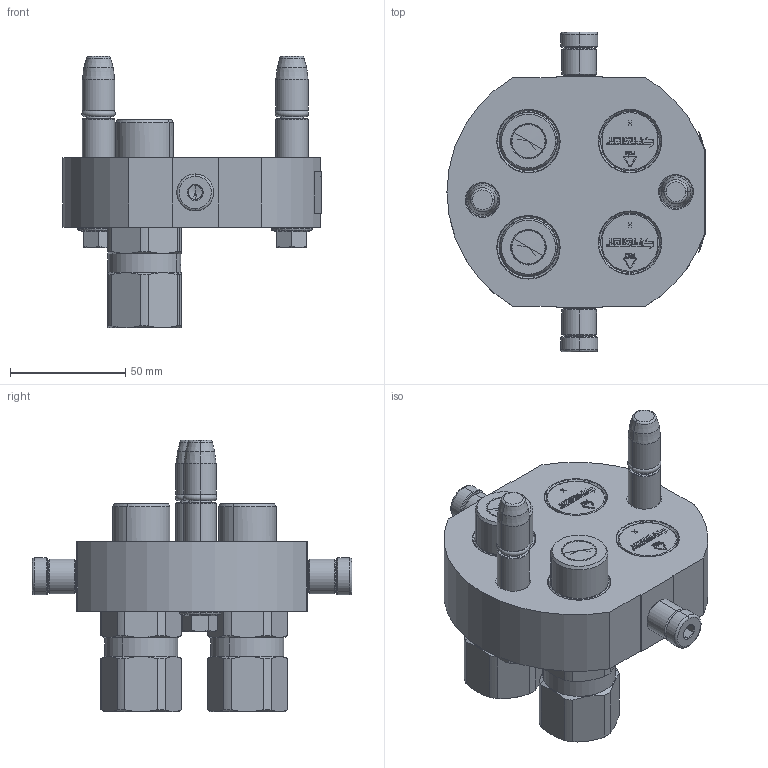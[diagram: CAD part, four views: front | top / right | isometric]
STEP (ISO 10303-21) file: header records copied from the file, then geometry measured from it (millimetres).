
FILE_DESCRIPTION (( 'STEP AP214' ), '1' );
FILE_NAME ('FASTER.step', '2024-01-17T06:32:21', ( '' ), ( '' ), 'SwSTEP 2.0', 'SolidWorks 2017', '' );
FILE_SCHEMA (( 'AUTOMOTIVE_DESIGN' ));
Length unit declared in the file: millimetre
Products named in the file (11): 2ffnp12gas_m2v; 1540_080_0008_000; 4830_010_0000_022; 4830_028_1000_011; or2_62x9_19_m; 4830_021_0000_000; et002_piegata; FASTER; 4830_013_3000_030; P508_M_BASE; TAPPO_12
Assembly tree (17 placements, depth 3):
  FASTER
    P508_M_BASE
      4830_010_0000_022
      4830_013_3000_030  x2
      4830_028_1000_011  x2
      4830_021_0000_000  x2
      1540_080_0008_000  x2
      or2_62x9_19_m  x2
    2ffnp12gas_m2v  x2
    TAPPO_12  x2
    et002_piegata
Bounding box: 111.8 x 138.6 x 117.6 mm (x, y, z)
Volume: 93526 mm3; surface area: 117774.6 mm2
Topology: 9 solids, 28 shells, 2370 faces, 6187 edges, 3968 vertices
Faces by surface type: plane 1288, cylinder 469, cone 330, bspline 159, torus 124
Entity records: 58896 total; most frequent: CARTESIAN_POINT 16822, ORIENTED_EDGE 7848, DIRECTION 7394, EDGE_CURVE 3951, LINE 2650, VECTOR 2650, VERTEX_POINT 2549, AXIS2_PLACEMENT_3D 2372
